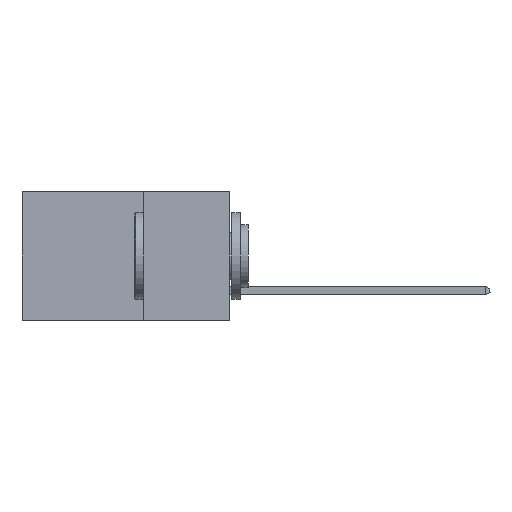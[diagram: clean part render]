
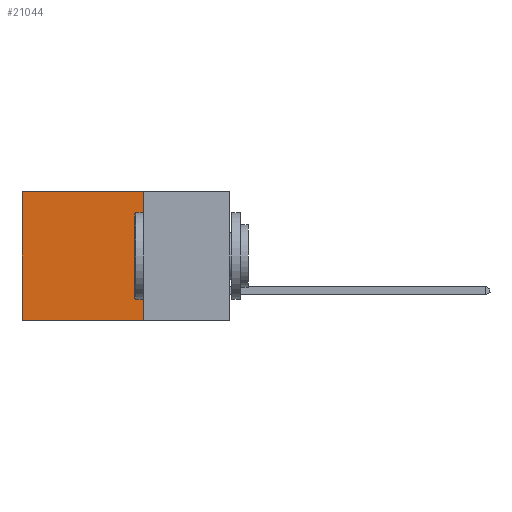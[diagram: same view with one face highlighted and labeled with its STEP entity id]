
A CAD part, left-side view. The second image highlights one B-rep face of the part: STEP entity #21044.
In plain terms, the highlighted planar face has unit normal (-1, 0, 0).
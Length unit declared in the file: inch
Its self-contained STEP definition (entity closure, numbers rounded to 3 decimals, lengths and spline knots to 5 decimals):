
#256 = LINE ( 'NONE', #14197, #8732 ) ;
#1328 = CARTESIAN_POINT ( 'NONE',  ( 0.298, 0.25, -0.37 ) ) ;
#2514 = EDGE_CURVE ( 'NONE', #20756, #15069, #10120, .T. ) ;
#2554 = ORIENTED_EDGE ( 'NONE', *, *, #2514, .F. ) ;
#2664 = VERTEX_POINT ( 'NONE', #13073 ) ;
#3340 = VERTEX_POINT ( 'NONE', #13873 ) ;
#3776 = DIRECTION ( 'NONE',  ( 0., 0., -1. ) ) ;
#3944 = PLANE ( 'NONE',  #19969 ) ;
#4126 = VECTOR ( 'NONE', #11572, 39.37008 ) ;
#5099 = LINE ( 'NONE', #1328, #19810 ) ;
#5955 = ORIENTED_EDGE ( 'NONE', *, *, #9529, .F. ) ;
#7687 = EDGE_LOOP ( 'NONE', ( #21133, #5955, #2554, #12332 ) ) ;
#7781 = CARTESIAN_POINT ( 'NONE',  ( 0.298, 0.25, -0.37 ) ) ;
#7981 = VECTOR ( 'NONE', #10895, 39.37008 ) ;
#8732 = VECTOR ( 'NONE', #3776, 39.37008 ) ;
#8978 = CARTESIAN_POINT ( 'NONE',  ( 0.298, 0.25, 0. ) ) ;
#9403 = CARTESIAN_POINT ( 'NONE',  ( 0.298, 0.25, 0. ) ) ;
#9529 = EDGE_CURVE ( 'NONE', #15069, #3340, #5099, .T. ) ;
#10120 = LINE ( 'NONE', #8978, #7981 ) ;
#10895 = DIRECTION ( 'NONE',  ( 0., 0., -1. ) ) ;
#11572 = DIRECTION ( 'NONE',  ( 0., 1., 0. ) ) ;
#12332 = ORIENTED_EDGE ( 'NONE', *, *, #12460, .T. ) ;
#12460 = EDGE_CURVE ( 'NONE', #20756, #2664, #21199, .T. ) ;
#13073 = CARTESIAN_POINT ( 'NONE',  ( 0.298, 0.6, 0. ) ) ;
#13873 = CARTESIAN_POINT ( 'NONE',  ( 0.298, 0.6, -0.37 ) ) ;
#14197 = CARTESIAN_POINT ( 'NONE',  ( 0.298, 0.6, 0. ) ) ;
#15069 = VERTEX_POINT ( 'NONE', #7781 ) ;
#15257 = DIRECTION ( 'NONE',  ( 0., 1., 0. ) ) ;
#15869 = DIRECTION ( 'NONE',  ( 1., 0., 0. ) ) ;
#17671 = DIRECTION ( 'NONE',  ( 0., 0., -1. ) ) ;
#19379 = FACE_OUTER_BOUND ( 'NONE', #7687, .T. ) ;
#19393 = CARTESIAN_POINT ( 'NONE',  ( 0.298, 0.25, 0. ) ) ;
#19810 = VECTOR ( 'NONE', #15257, 39.37008 ) ;
#19969 = AXIS2_PLACEMENT_3D ( 'NONE', #19393, #15869, #17671 ) ;
#20756 = VERTEX_POINT ( 'NONE', #9403 ) ;
#21044 = ADVANCED_FACE ( 'NONE', ( #19379 ), #3944, .F. ) ;
#21133 = ORIENTED_EDGE ( 'NONE', *, *, #21922, .T. ) ;
#21199 = LINE ( 'NONE', #21841, #4126 ) ;
#21841 = CARTESIAN_POINT ( 'NONE',  ( 0.298, 0.25, 0. ) ) ;
#21922 = EDGE_CURVE ( 'NONE', #2664, #3340, #256, .T. ) ;
